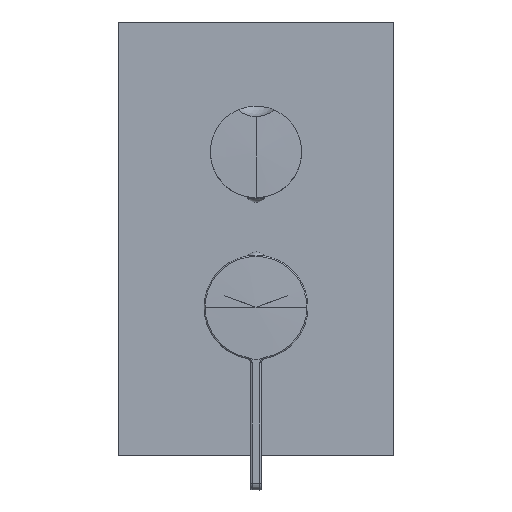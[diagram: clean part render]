
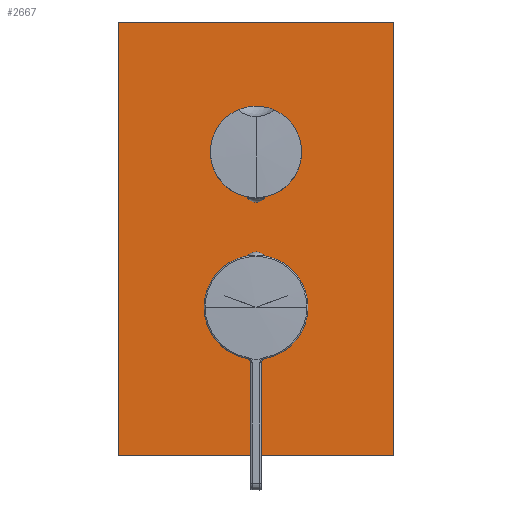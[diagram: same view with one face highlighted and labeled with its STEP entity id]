
A CAD part, top view. The second image highlights one B-rep face of the part: STEP entity #2667.
In plain terms, the highlighted planar face has unit normal (0, 0, 1).
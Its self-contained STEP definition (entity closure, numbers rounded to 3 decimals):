
#2517=DIRECTION('',(0.,1.,0.));
#2518=VECTOR('',#2517,190.);
#2519=CARTESIAN_POINT('',(60.,-65.,55.5));
#2520=LINE('',#2519,#2518);
#2521=DIRECTION('',(1.,0.,0.));
#2522=VECTOR('',#2521,120.);
#2523=CARTESIAN_POINT('',(-60.,-65.,55.5));
#2524=LINE('',#2523,#2522);
#2525=DIRECTION('',(0.,-1.,0.));
#2526=VECTOR('',#2525,190.);
#2527=CARTESIAN_POINT('',(-60.,125.,55.5));
#2528=LINE('',#2527,#2526);
#2529=DIRECTION('',(-1.,0.,0.));
#2530=VECTOR('',#2529,120.);
#2531=CARTESIAN_POINT('',(60.,125.,55.5));
#2532=LINE('',#2531,#2530);
#2541=CARTESIAN_POINT('',(60.,-65.,55.5));
#2542=CARTESIAN_POINT('',(60.,125.,55.5));
#2543=VERTEX_POINT('',#2541);
#2544=VERTEX_POINT('',#2542);
#2545=CARTESIAN_POINT('',(-60.,125.,55.5));
#2546=VERTEX_POINT('',#2545);
#2547=CARTESIAN_POINT('',(-60.,-65.,55.5));
#2548=VERTEX_POINT('',#2547);
#2656=CARTESIAN_POINT('',(0.,30.,55.5));
#2657=DIRECTION('',(0.,0.,1.));
#2658=DIRECTION('',(-1.,0.,0.));
#2659=AXIS2_PLACEMENT_3D('',#2656,#2657,#2658);
#2660=PLANE('',#2659);
#2661=ORIENTED_EDGE('',*,*,#2580,.F.);
#2662=ORIENTED_EDGE('',*,*,#2602,.F.);
#2663=ORIENTED_EDGE('',*,*,#2623,.F.);
#2664=ORIENTED_EDGE('',*,*,#2643,.F.);
#2665=EDGE_LOOP('',(#2661,#2662,#2663,#2664));
#2666=FACE_OUTER_BOUND('',#2665,.F.);
#2667=ADVANCED_FACE('',(#2666),#2660,.T.);
#2580=EDGE_CURVE('',#2543,#2544,#2520,.T.);
#2602=EDGE_CURVE('',#2548,#2543,#2524,.T.);
#2623=EDGE_CURVE('',#2546,#2548,#2528,.T.);
#2643=EDGE_CURVE('',#2544,#2546,#2532,.T.);
